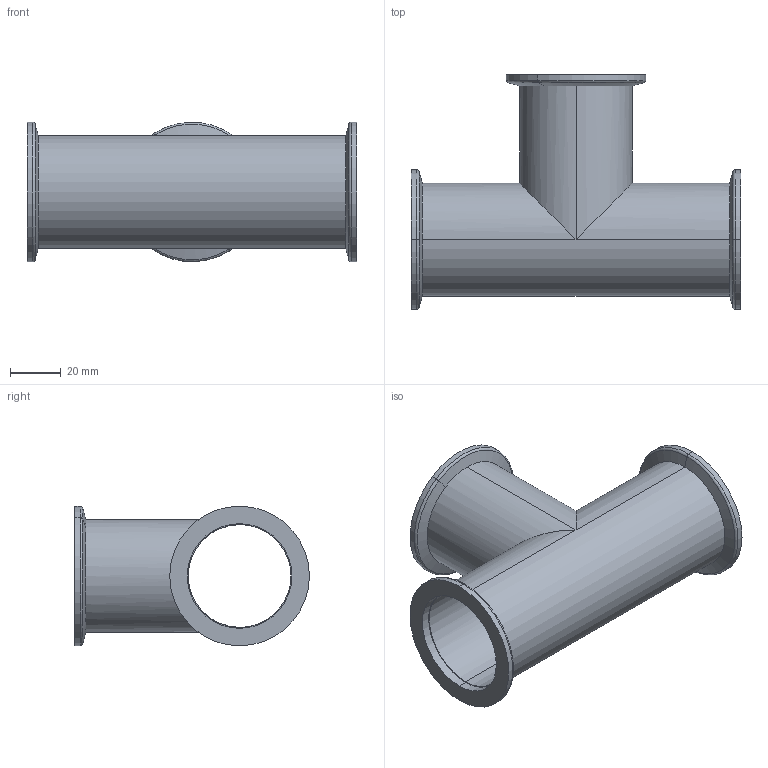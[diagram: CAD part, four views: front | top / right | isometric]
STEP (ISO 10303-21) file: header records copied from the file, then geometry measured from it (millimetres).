
FILE_DESCRIPTION (( 'STEP AP214' ), '1' );
FILE_NAME ('Hositrad_KT40-44.STEP', '2015-09-08T13:25:57', ( '' ), ( '' ), 'SwSTEP 2.0', 'SolidWorks 2015', '' );
FILE_SCHEMA (( 'AUTOMOTIVE_DESIGN' ));
Length unit declared in the file: millimetre
Products named in the file (3): KF40-44.5WS; Tube 44-Tee; Hositrad_KT40-44
Assembly tree (4 placements, depth 2):
  Hositrad_KT40-44
    Tube 44-Tee
    KF40-44.5WS  x3
Bounding box: 130 x 92.5 x 55 mm (x, y, z)
Volume: 53329.7 mm3; surface area: 52336.2 mm2
Topology: 4 solids, 4 shells, 49 faces, 100 edges, 58 vertices
Faces by surface type: cylinder 28, plane 9, torus 6, cone 6
Entity records: 800 total; most frequent: DIRECTION 140, CARTESIAN_POINT 126, ORIENTED_EDGE 104, AXIS2_PLACEMENT_3D 60, EDGE_CURVE 52, EDGE_LOOP 30, VERTEX_POINT 30, CIRCLE 28
